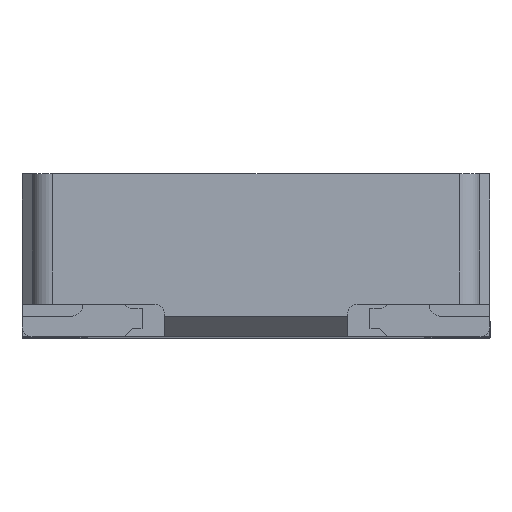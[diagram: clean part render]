
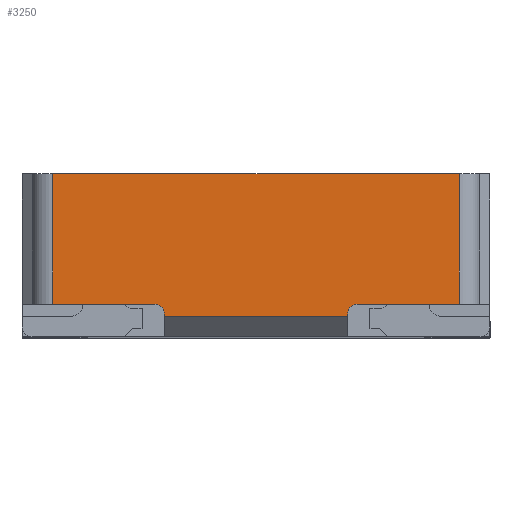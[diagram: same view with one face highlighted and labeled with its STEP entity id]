
A CAD part, top view. The second image highlights one B-rep face of the part: STEP entity #3250.
In plain terms, the highlighted planar face has unit normal (0, 0, 1).
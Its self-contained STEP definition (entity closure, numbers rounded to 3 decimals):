
#460=CARTESIAN_POINT('',(20.214,-0.902,
4.85));
#470=DIRECTION('',(0.,1.,0.));
#480=VECTOR('',#470,1.);
#490=LINE('',#460,#480);
#500=CARTESIAN_POINT('',(20.214,-1.195,
4.85));
#510=VERTEX_POINT('',#500);
#520=CARTESIAN_POINT('',(20.214,-0.555,
4.85));
#530=VERTEX_POINT('',#520);
#540=EDGE_CURVE('',#510,#530,#490,.T.);
#940=CARTESIAN_POINT('',(21.664,-1.255,
4.85));
#950=VERTEX_POINT('',#940);
#1100=CARTESIAN_POINT('',(20.764,-1.255,
4.85));
#1110=VERTEX_POINT('',#1100);
#1140=CARTESIAN_POINT('',(21.3,-1.255,
4.85));
#1150=DIRECTION('',(-1.,0.,0.));
#1160=VECTOR('',#1150,1.);
#1170=LINE('',#1140,#1160);
#1180=EDGE_CURVE('',#950,#1110,#1170,.T.);
#2540=CARTESIAN_POINT('',(21.814,-0.875,
4.85));
#2550=DIRECTION('',(0.,0.,1.));
#2560=DIRECTION('',(0.,-1.,0.));
#2570=AXIS2_PLACEMENT_3D('',#2540,#2550,#2560);
#2580=PLANE('',#2570);
#2590=CARTESIAN_POINT('',(22.214,-0.902,
4.85));
#2600=DIRECTION('',(0.,1.,0.));
#2610=VECTOR('',#2600,1.);
#2620=LINE('',#2590,#2610);
#2630=CARTESIAN_POINT('',(22.214,-1.195,
4.85));
#2640=VERTEX_POINT('',#2630);
#2650=CARTESIAN_POINT('',(22.214,-0.555,
4.85));
#2660=VERTEX_POINT('',#2650);
#2670=EDGE_CURVE('',#2640,#2660,#2620,.T.);
#2680=ORIENTED_EDGE('',*,*,#2670,.T.);
#2690=CARTESIAN_POINT('',(21.127,-1.195,
4.85));
#2700=DIRECTION('',(1.,0.,0.));
#2710=VECTOR('',#2700,1.);
#2720=LINE('',#2690,#2710);
#2730=CARTESIAN_POINT('',(21.714,-1.195,
4.85));
#2740=VERTEX_POINT('',#2730);
#2750=EDGE_CURVE('',#2740,#2640,#2720,.T.);
#2760=ORIENTED_EDGE('',*,*,#2750,.T.);
#2770=CARTESIAN_POINT('',(21.714,-1.245,
4.85));
#2780=DIRECTION('',(0.,0.,1.));
#2790=DIRECTION('',(0.,-1.,0.));
#2800=AXIS2_PLACEMENT_3D('',#2770,#2780,#2790);
#2810=CIRCLE('',#2800,0.05);
#2820=CARTESIAN_POINT('',(21.664,-1.245,
4.85));
#2830=VERTEX_POINT('',#2820);
#2840=EDGE_CURVE('',#2740,#2830,#2810,.T.);
#2850=ORIENTED_EDGE('',*,*,#2840,.F.);
#2860=CARTESIAN_POINT('',(21.664,-0.902,
4.85));
#2870=DIRECTION('',(0.,1.,0.));
#2880=VECTOR('',#2870,1.);
#2890=LINE('',#2860,#2880);
#2900=EDGE_CURVE('',#950,#2830,#2890,.T.);
#2910=ORIENTED_EDGE('',*,*,#2900,.T.);
#2920=ORIENTED_EDGE('',*,*,#1180,.F.);
#2930=CARTESIAN_POINT('',(20.764,-0.902,
4.85));
#2940=DIRECTION('',(0.,1.,0.));
#2950=VECTOR('',#2940,1.);
#2960=LINE('',#2930,#2950);
#2970=CARTESIAN_POINT('',(20.764,-1.245,
4.85));
#2980=VERTEX_POINT('',#2970);
#2990=EDGE_CURVE('',#1110,#2980,#2960,.T.);
#3000=ORIENTED_EDGE('',*,*,#2990,.F.);
#3010=CARTESIAN_POINT('',(20.714,-1.245,
4.85));
#3020=DIRECTION('',(0.,0.,-1.));
#3030=DIRECTION('',(0.,1.,0.));
#3040=AXIS2_PLACEMENT_3D('',#3010,#3020,#3030);
#3050=CIRCLE('',#3040,0.05);
#3060=CARTESIAN_POINT('',(20.714,-1.195,
4.85));
#3070=VERTEX_POINT('',#3060);
#3080=EDGE_CURVE('',#3070,#2980,#3050,.T.);
#3090=ORIENTED_EDGE('',*,*,#3080,.T.);
#3100=CARTESIAN_POINT('',(21.3,-1.195,
4.85));
#3110=DIRECTION('',(-1.,0.,0.));
#3120=VECTOR('',#3110,1.);
#3130=LINE('',#3100,#3120);
#3140=EDGE_CURVE('',#3070,#510,#3130,.T.);
#3150=ORIENTED_EDGE('',*,*,#3140,.F.);
#3160=ORIENTED_EDGE('',*,*,#540,.F.);
#3170=CARTESIAN_POINT('',(21.127,-0.555,
4.85));
#3180=DIRECTION('',(-1.,0.,0.));
#3190=VECTOR('',#3180,1.);
#3200=LINE('',#3170,#3190);
#3210=EDGE_CURVE('',#2660,#530,#3200,.T.);
#3220=ORIENTED_EDGE('',*,*,#3210,.T.);
#3230=EDGE_LOOP('',(#3220,#3160,#3150,#3090,#3000,#2920,#2910,#2850,
#2760,#2680));
#3240=FACE_OUTER_BOUND('',#3230,.T.);
#3250=ADVANCED_FACE('',(#3240),#2580,.T.);
